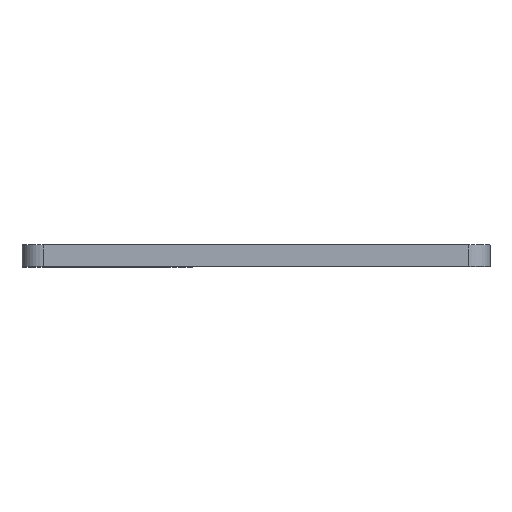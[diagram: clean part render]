
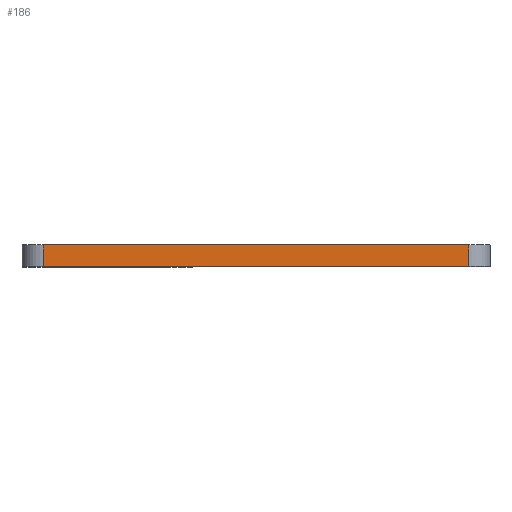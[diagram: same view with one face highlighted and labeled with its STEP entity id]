
A CAD part, top view. The second image highlights one B-rep face of the part: STEP entity #186.
In plain terms, the highlighted planar face has unit normal (0, 0, 1).
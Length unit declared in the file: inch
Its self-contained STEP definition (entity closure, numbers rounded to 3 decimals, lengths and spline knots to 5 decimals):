
#1 = VERTEX_POINT ( 'NONE', #716 ) ;
#2 = CARTESIAN_POINT ( 'NONE',  ( 2.125, 0.125, 0.5 ) ) ;
#27 = EDGE_CURVE ( 'NONE', #201, #759, #977, .T. ) ;
#153 = FACE_OUTER_BOUND ( 'NONE', #882, .T. ) ;
#186 = ADVANCED_FACE ( 'NONE', ( #153 ), #247, .F. ) ;
#201 = VERTEX_POINT ( 'NONE', #867 ) ;
#225 = CARTESIAN_POINT ( 'NONE',  ( 2.125, 0.125, 0.5 ) ) ;
#247 = PLANE ( 'NONE',  #741 ) ;
#249 = CARTESIAN_POINT ( 'NONE',  ( -0.5, 0., 0.5 ) ) ;
#266 = ORIENTED_EDGE ( 'NONE', *, *, #27, .F. ) ;
#290 = LINE ( 'NONE', #302, #828 ) ;
#302 = CARTESIAN_POINT ( 'NONE',  ( -0.375, 0.125, 0.5 ) ) ;
#305 = EDGE_CURVE ( 'NONE', #201, #1, #290, .T. ) ;
#348 = DIRECTION ( 'NONE',  ( 0., 0., -1. ) ) ;
#365 = CARTESIAN_POINT ( 'NONE',  ( 2.125, 0., 0.5 ) ) ;
#464 = DIRECTION ( 'NONE',  ( 0., -1., 0. ) ) ;
#506 = DIRECTION ( 'NONE',  ( -1., 0., 0. ) ) ;
#516 = LINE ( 'NONE', #2, #657 ) ;
#643 = VECTOR ( 'NONE', #1133, 39.37008 ) ;
#657 = VECTOR ( 'NONE', #1037, 39.37008 ) ;
#677 = ORIENTED_EDGE ( 'NONE', *, *, #873, .T. ) ;
#691 = VERTEX_POINT ( 'NONE', #365 ) ;
#716 = CARTESIAN_POINT ( 'NONE',  ( -0.375, 0., 0.5 ) ) ;
#741 = AXIS2_PLACEMENT_3D ( 'NONE', #784, #348, #506 ) ;
#759 = VERTEX_POINT ( 'NONE', #225 ) ;
#779 = LINE ( 'NONE', #249, #840 ) ;
#781 = CARTESIAN_POINT ( 'NONE',  ( -0.5, 0.125, 0.5 ) ) ;
#784 = CARTESIAN_POINT ( 'NONE',  ( -0.5, 0.125, 0.5 ) ) ;
#798 = DIRECTION ( 'NONE',  ( 1., 0., 0. ) ) ;
#828 = VECTOR ( 'NONE', #464, 39.37008 ) ;
#840 = VECTOR ( 'NONE', #798, 39.37008 ) ;
#867 = CARTESIAN_POINT ( 'NONE',  ( -0.375, 0.125, 0.5 ) ) ;
#873 = EDGE_CURVE ( 'NONE', #1, #691, #779, .T. ) ;
#877 = ORIENTED_EDGE ( 'NONE', *, *, #933, .T. ) ;
#882 = EDGE_LOOP ( 'NONE', ( #677, #877, #266, #1016 ) ) ;
#933 = EDGE_CURVE ( 'NONE', #691, #759, #516, .T. ) ;
#977 = LINE ( 'NONE', #781, #643 ) ;
#1016 = ORIENTED_EDGE ( 'NONE', *, *, #305, .T. ) ;
#1037 = DIRECTION ( 'NONE',  ( 0., 1., 0. ) ) ;
#1133 = DIRECTION ( 'NONE',  ( 1., 0., 0. ) ) ;
